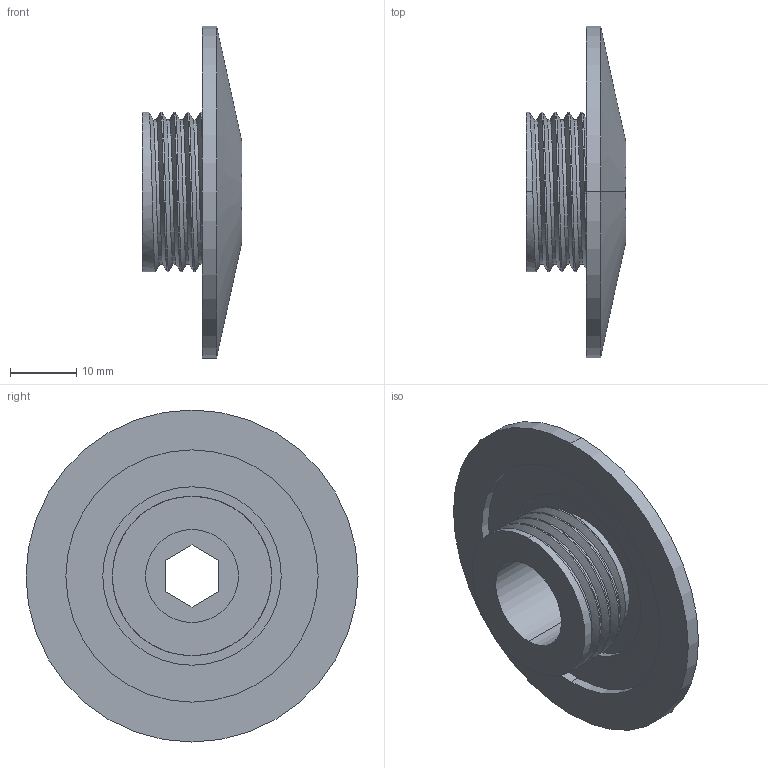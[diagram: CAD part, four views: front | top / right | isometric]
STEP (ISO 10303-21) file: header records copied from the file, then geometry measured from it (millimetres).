
FILE_DESCRIPTION (( 'STEP AP203' ), '1' );
FILE_NAME ('serre meule.STEP', '2020-12-16T13:43:30', ( '' ), ( '' ), 'SwSTEP 2.0', 'SolidWorks 2019', '' );
FILE_SCHEMA (( 'CONFIG_CONTROL_DESIGN' ));
Length unit declared in the file: millimetre
Products named in the file (1): serre meule
Bounding box: 15 x 50 x 50 mm (x, y, z)
Volume: 8158.3 mm3; surface area: 6447.6 mm2
Topology: 1 solids, 1 shells, 39 faces, 91 edges, 59 vertices
Faces by surface type: cylinder 20, plane 14, bspline 3, cone 2
Entity records: 2075 total; most frequent: CARTESIAN_POINT 1158, ORIENTED_EDGE 182, DIRECTION 164, EDGE_CURVE 91, AXIS2_PLACEMENT_3D 62, VERTEX_POINT 59, EDGE_LOOP 46, VECTOR 40
